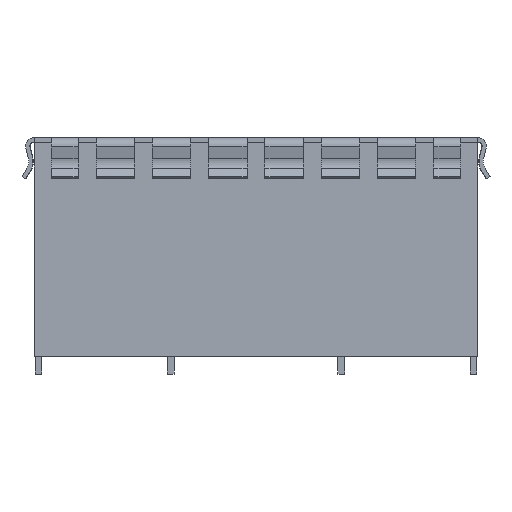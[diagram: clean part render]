
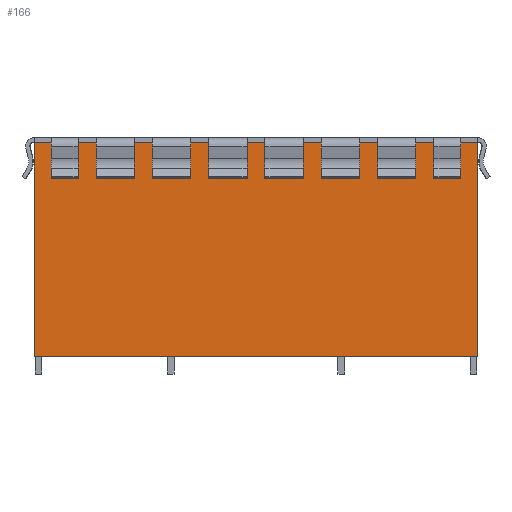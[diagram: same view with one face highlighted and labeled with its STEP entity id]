
A CAD part, left-side view. The second image highlights one B-rep face of the part: STEP entity #166.
In plain terms, the highlighted planar face has unit normal (-1, 0, 0).
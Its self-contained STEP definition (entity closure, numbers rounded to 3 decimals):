
#110=CARTESIAN_POINT('',(-38.5,-26.0,25.0));
#111=VERTEX_POINT('',#110);
#118=CARTESIAN_POINT('',(-38.5,-26.0,0.0));
#119=VERTEX_POINT('',#118);
#120=CARTESIAN_POINT('',(-38.5,-26.0,0.0));
#121=DIRECTION('',(0.0,0.0,1.0));
#122=VECTOR('',#121,25.0);
#123=LINE('',#120,#122);
#124=EDGE_CURVE('',#119,#111,#123,.T.);
#136=CARTESIAN_POINT('',(-38.5,-26.0,0.0));
#137=DIRECTION('',(-1.0,0.0,0.0));
#138=DIRECTION('',(0.0,0.0,1.0));
#139=AXIS2_PLACEMENT_3D('',#136,#137,#138);
#140=PLANE('',#139);
#141=CARTESIAN_POINT('',(-38.5,26.0,25.0));
#142=VERTEX_POINT('',#141);
#143=CARTESIAN_POINT('',(-38.5,-26.0,25.0));
#144=DIRECTION('',(0.0,1.0,0.0));
#145=VECTOR('',#144,52.0);
#146=LINE('',#143,#145);
#147=EDGE_CURVE('',#111,#142,#146,.T.);
#148=ORIENTED_EDGE('',*,*,#147,.T.);
#149=CARTESIAN_POINT('',(-38.5,26.0,0.0));
#150=VERTEX_POINT('',#149);
#151=CARTESIAN_POINT('',(-38.5,26.0,0.0));
#152=DIRECTION('',(0.0,0.0,1.0));
#153=VECTOR('',#152,25.0);
#154=LINE('',#151,#153);
#155=EDGE_CURVE('',#150,#142,#154,.T.);
#156=ORIENTED_EDGE('',*,*,#155,.F.);
#157=CARTESIAN_POINT('',(-38.5,26.0,0.0));
#158=DIRECTION('',(0.0,-1.0,0.0));
#159=VECTOR('',#158,52.0);
#160=LINE('',#157,#159);
#161=EDGE_CURVE('',#150,#119,#160,.T.);
#162=ORIENTED_EDGE('',*,*,#161,.T.);
#163=ORIENTED_EDGE('',*,*,#124,.T.);
#164=EDGE_LOOP('',(#148,#156,#162,#163));
#165=FACE_OUTER_BOUND('',#164,.T.);
#166=ADVANCED_FACE('',(#165),#140,.T.);
